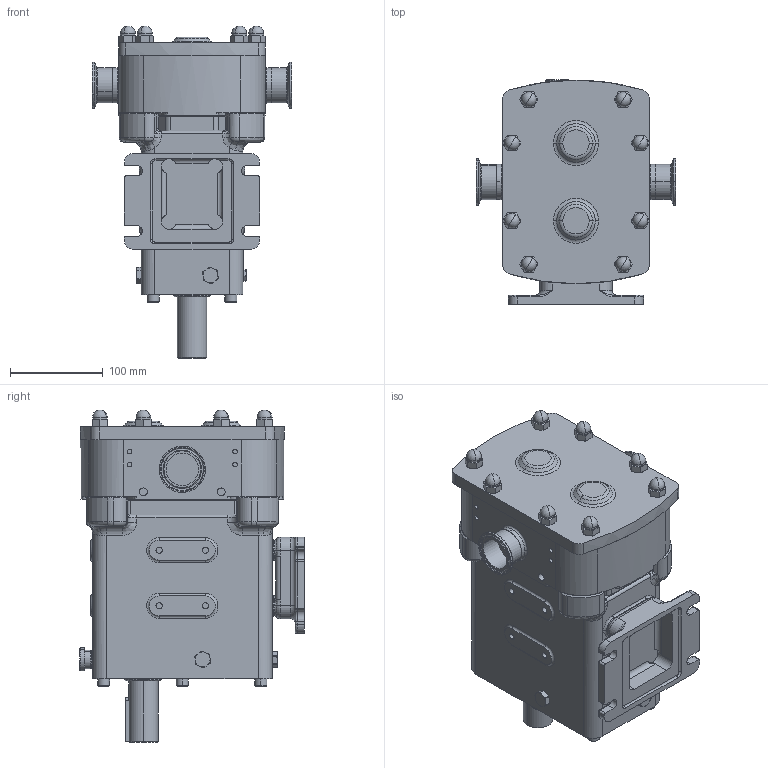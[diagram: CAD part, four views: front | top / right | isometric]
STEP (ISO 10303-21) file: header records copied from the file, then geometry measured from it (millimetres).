
FILE_DESCRIPTION (( 'STEP AP214' ), '1' );
FILE_NAME ('GA3617.STEP', '2024-11-06T20:47:24', ( '' ), ( '' ), 'SwSTEP 2.0', 'SolidWorks 2023', '' );
FILE_SCHEMA (( 'AUTOMOTIVE_DESIGN' ));
Length unit declared in the file: millimetre
Products named in the file (3): GA3617; Copy of RA94-5121-22M^GA3617; Copy of R0300 CPP H TSD^GA3617
Assembly tree (3 placements, depth 2):
  GA3617
    Copy of R0300 CPP H TSD^GA3617
    Copy of RA94-5121-22M^GA3617  x2
Bounding box: 216 x 243 x 358.7 mm (x, y, z)
Volume: 6974537.9 mm3; surface area: 368628.3 mm2
Topology: 3 solids, 7 shells, 981 faces, 2344 edges, 1393 vertices
Faces by surface type: cylinder 306, plane 304, cone 161, torus 132, bspline 54, sphere 24
Entity records: 30424 total; most frequent: CARTESIAN_POINT 8544, DIRECTION 4788, ORIENTED_EDGE 4448, EDGE_CURVE 2224, AXIS2_PLACEMENT_3D 1957, VERTEX_POINT 1349, CIRCLE 1049, EDGE_LOOP 1037
